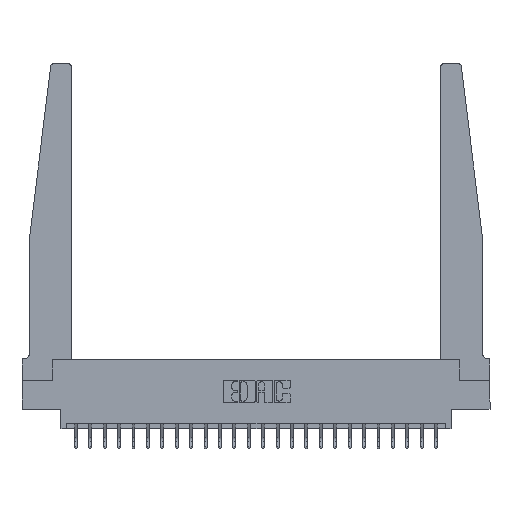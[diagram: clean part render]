
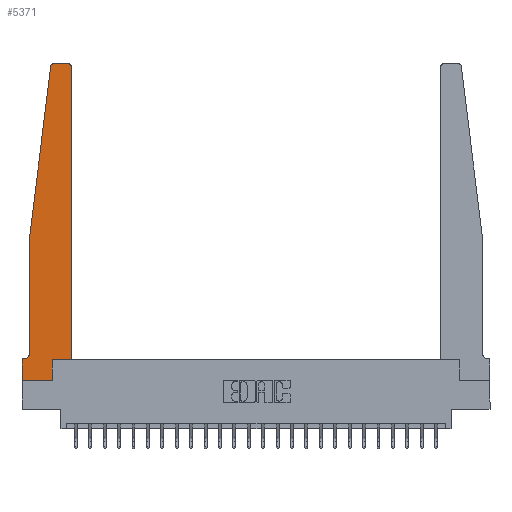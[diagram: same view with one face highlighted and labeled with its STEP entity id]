
A CAD part, top view. The second image highlights one B-rep face of the part: STEP entity #5371.
In plain terms, the highlighted planar face has unit normal (0, 0, 1).
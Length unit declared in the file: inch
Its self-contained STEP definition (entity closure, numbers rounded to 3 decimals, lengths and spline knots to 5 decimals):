
#452 = VECTOR ( 'NONE', #22993, 39.37008 ) ;
#930 = ORIENTED_EDGE ( 'NONE', *, *, #5126, .T. ) ;
#1054 = ORIENTED_EDGE ( 'NONE', *, *, #5753, .T. ) ;
#1134 = ORIENTED_EDGE ( 'NONE', *, *, #22158, .T. ) ;
#1158 = ORIENTED_EDGE ( 'NONE', *, *, #16237, .T. ) ;
#1353 = ORIENTED_EDGE ( 'NONE', *, *, #2299, .T. ) ;
#1364 = AXIS2_PLACEMENT_3D ( 'NONE', #6802, #19871, #8688 ) ;
#1374 = ORIENTED_EDGE ( 'NONE', *, *, #7286, .T. ) ;
#1451 = ORIENTED_EDGE ( 'NONE', *, *, #3437, .T. ) ;
#1641 = CARTESIAN_POINT ( 'NONE',  ( 0.425, 0.18, 0.37 ) ) ;
#1647 = LINE ( 'NONE', #18420, #6123 ) ;
#1832 = CARTESIAN_POINT ( 'NONE',  ( 0.395, 2.75, 0.37 ) ) ;
#1911 = VERTEX_POINT ( 'NONE', #18415 ) ;
#2000 = DIRECTION ( 'NONE',  ( 0., 0., 1. ) ) ;
#2197 = DIRECTION ( 'NONE',  ( -0.122, -0.992, 0. ) ) ;
#2299 = EDGE_CURVE ( 'NONE', #18251, #22408, #15098, .T. ) ;
#2348 = DIRECTION ( 'NONE',  ( 0., 0., -1. ) ) ;
#2356 = CARTESIAN_POINT ( 'NONE',  ( 0.015, 0.1875, 0.37 ) ) ;
#2437 = DIRECTION ( 'NONE',  ( 1., 0., 0. ) ) ;
#2481 = CARTESIAN_POINT ( 'NONE',  ( 0.24675, 2.72367, 0.37 ) ) ;
#3143 = PLANE ( 'NONE',  #6185 ) ;
#3235 = EDGE_LOOP ( 'NONE', ( #930, #7282, #1054, #1134, #7684, #1158, #9290, #1353, #9389, #1374, #9570, #1451 ) ) ;
#3276 = LINE ( 'NONE', #17239, #22563 ) ;
#3368 = VECTOR ( 'NONE', #16725, 39.37008 ) ;
#3413 = VERTEX_POINT ( 'NONE', #14317 ) ;
#3437 = EDGE_CURVE ( 'NONE', #7136, #16825, #7085, .T. ) ;
#3455 = VECTOR ( 'NONE', #2197, 39.37008 ) ;
#3554 = CARTESIAN_POINT ( 'NONE',  ( 0.2605, 0.18, 0.37 ) ) ;
#5072 = DIRECTION ( 'NONE',  ( 0., 0., 1. ) ) ;
#5077 = VECTOR ( 'NONE', #2437, 39.37008 ) ;
#5126 = EDGE_CURVE ( 'NONE', #16825, #3413, #5545, .T. ) ;
#5371 = ADVANCED_FACE ( 'NONE', ( #20466 ), #3143, .T. ) ;
#5476 = LINE ( 'NONE', #15350, #14904 ) ;
#5545 = LINE ( 'NONE', #8109, #452 ) ;
#5753 = EDGE_CURVE ( 'NONE', #17032, #8320, #17848, .T. ) ;
#5799 = CIRCLE ( 'NONE', #17973, 0.05 ) ;
#5877 = CARTESIAN_POINT ( 'NONE',  ( 0.065, 0.1875, 0.37 ) ) ;
#6021 = DIRECTION ( 'NONE',  ( 0., -1., 0. ) ) ;
#6123 = VECTOR ( 'NONE', #7208, 39.37008 ) ;
#6185 = AXIS2_PLACEMENT_3D ( 'NONE', #16314, #5072, #18179 ) ;
#6527 = CARTESIAN_POINT ( 'NONE',  ( 0.2605, 0., 0.37 ) ) ;
#6802 = CARTESIAN_POINT ( 'NONE',  ( 0.395, 2.72, 0.37 ) ) ;
#6879 = CARTESIAN_POINT ( 'NONE',  ( 0.425, 2.72, 0.37 ) ) ;
#7085 = CIRCLE ( 'NONE', #1364, 0.03 ) ;
#7136 = VERTEX_POINT ( 'NONE', #6879 ) ;
#7208 = DIRECTION ( 'NONE',  ( 1., 0., 0. ) ) ;
#7282 = ORIENTED_EDGE ( 'NONE', *, *, #14372, .T. ) ;
#7286 = EDGE_CURVE ( 'NONE', #10509, #1911, #1647, .T. ) ;
#7684 = ORIENTED_EDGE ( 'NONE', *, *, #8027, .T. ) ;
#7928 = CARTESIAN_POINT ( 'NONE',  ( 0.065, 1.25, 0.37 ) ) ;
#8027 = EDGE_CURVE ( 'NONE', #15627, #24250, #5799, .T. ) ;
#8109 = CARTESIAN_POINT ( 'NONE',  ( 0.25, 2.75, 0.37 ) ) ;
#8320 = VERTEX_POINT ( 'NONE', #23681 ) ;
#8688 = DIRECTION ( 'NONE',  ( 1., 0., 0. ) ) ;
#9088 = DIRECTION ( 'NONE',  ( 0., 1., 0. ) ) ;
#9290 = ORIENTED_EDGE ( 'NONE', *, *, #10675, .T. ) ;
#9389 = ORIENTED_EDGE ( 'NONE', *, *, #10002, .T. ) ;
#9570 = ORIENTED_EDGE ( 'NONE', *, *, #18252, .T. ) ;
#10002 = EDGE_CURVE ( 'NONE', #22408, #10509, #10747, .T. ) ;
#10509 = VERTEX_POINT ( 'NONE', #13153 ) ;
#10654 = CIRCLE ( 'NONE', #21456, 0.03 ) ;
#10675 = EDGE_CURVE ( 'NONE', #21640, #18251, #3276, .T. ) ;
#10747 = LINE ( 'NONE', #3554, #20014 ) ;
#11173 = VECTOR ( 'NONE', #17177, 39.37008 ) ;
#12008 = CARTESIAN_POINT ( 'NONE',  ( 0., 0., 0.37 ) ) ;
#13153 = CARTESIAN_POINT ( 'NONE',  ( 0.2605, 0.18, 0.37 ) ) ;
#13387 = CARTESIAN_POINT ( 'NONE',  ( 0.27653, 2.72, 0.37 ) ) ;
#13707 = CARTESIAN_POINT ( 'NONE',  ( 0.015, 0.2375, 0.37 ) ) ;
#14317 = CARTESIAN_POINT ( 'NONE',  ( 0.27653, 2.75, 0.37 ) ) ;
#14372 = EDGE_CURVE ( 'NONE', #3413, #17032, #10654, .T. ) ;
#14876 = CARTESIAN_POINT ( 'NONE',  ( 0., 0., 0.37 ) ) ;
#14904 = VECTOR ( 'NONE', #17193, 39.37008 ) ;
#15098 = LINE ( 'NONE', #12008, #5077 ) ;
#15224 = DIRECTION ( 'NONE',  ( 1., 0., 0. ) ) ;
#15350 = CARTESIAN_POINT ( 'NONE',  ( 0.065, 1.25, 0.37 ) ) ;
#15569 = DIRECTION ( 'NONE',  ( -1., 0., 0. ) ) ;
#15612 = CARTESIAN_POINT ( 'NONE',  ( 0., 0.1875, 0.37 ) ) ;
#15627 = VERTEX_POINT ( 'NONE', #20900 ) ;
#16237 = EDGE_CURVE ( 'NONE', #24250, #21640, #20981, .T. ) ;
#16314 = CARTESIAN_POINT ( 'NONE',  ( 0., 0.1875, 0.37 ) ) ;
#16725 = DIRECTION ( 'NONE',  ( 0., 1., 0. ) ) ;
#16825 = VERTEX_POINT ( 'NONE', #1832 ) ;
#17032 = VERTEX_POINT ( 'NONE', #2481 ) ;
#17177 = DIRECTION ( 'NONE',  ( -1., 0., 0. ) ) ;
#17193 = DIRECTION ( 'NONE',  ( 0., -1., 0. ) ) ;
#17239 = CARTESIAN_POINT ( 'NONE',  ( 0., 0., 0.37 ) ) ;
#17848 = LINE ( 'NONE', #7928, #3455 ) ;
#17973 = AXIS2_PLACEMENT_3D ( 'NONE', #13707, #2348, #15569 ) ;
#18179 = DIRECTION ( 'NONE',  ( 1., 0., 0. ) ) ;
#18251 = VERTEX_POINT ( 'NONE', #14876 ) ;
#18252 = EDGE_CURVE ( 'NONE', #1911, #7136, #23824, .T. ) ;
#18415 = CARTESIAN_POINT ( 'NONE',  ( 0.425, 0.18, 0.37 ) ) ;
#18420 = CARTESIAN_POINT ( 'NONE',  ( 0.425, 0.18, 0.37 ) ) ;
#19871 = DIRECTION ( 'NONE',  ( 0., 0., 1. ) ) ;
#20014 = VECTOR ( 'NONE', #9088, 39.37008 ) ;
#20466 = FACE_OUTER_BOUND ( 'NONE', #3235, .T. ) ;
#20900 = CARTESIAN_POINT ( 'NONE',  ( 0.065, 0.2375, 0.37 ) ) ;
#20981 = LINE ( 'NONE', #5877, #11173 ) ;
#21456 = AXIS2_PLACEMENT_3D ( 'NONE', #13387, #2000, #15224 ) ;
#21640 = VERTEX_POINT ( 'NONE', #15612 ) ;
#22158 = EDGE_CURVE ( 'NONE', #8320, #15627, #5476, .T. ) ;
#22408 = VERTEX_POINT ( 'NONE', #6527 ) ;
#22563 = VECTOR ( 'NONE', #6021, 39.37008 ) ;
#22993 = DIRECTION ( 'NONE',  ( -1., 0., 0. ) ) ;
#23681 = CARTESIAN_POINT ( 'NONE',  ( 0.065, 1.25, 0.37 ) ) ;
#23824 = LINE ( 'NONE', #1641, #3368 ) ;
#24250 = VERTEX_POINT ( 'NONE', #2356 ) ;
